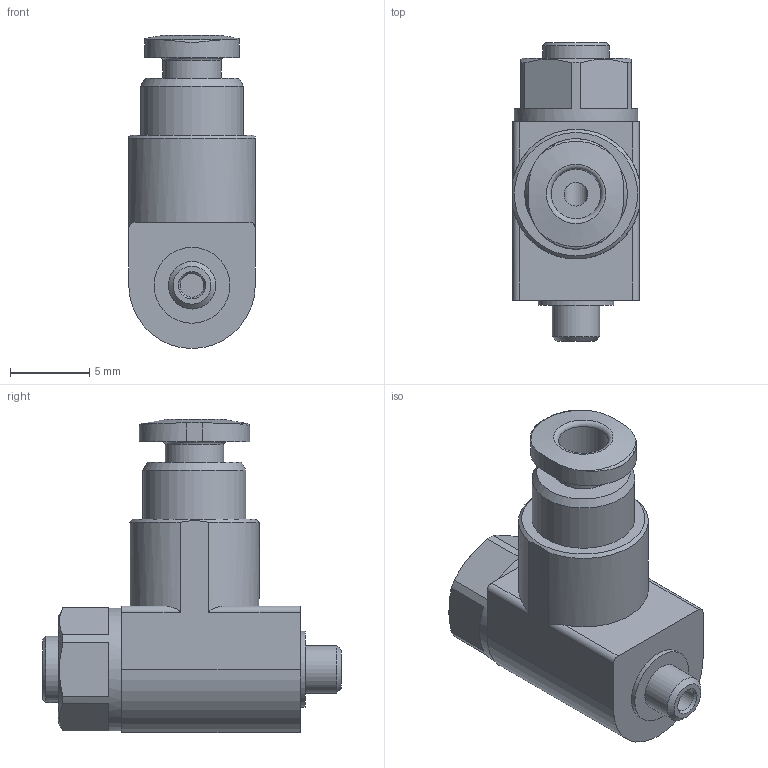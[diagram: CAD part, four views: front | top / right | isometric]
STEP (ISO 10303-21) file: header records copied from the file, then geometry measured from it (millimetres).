
FILE_DESCRIPTION(/* description */ ('STEP AP214'),/* implementation_level */ '2;1');
FILE_NAME(/* name */ '175041_GRLA-M3-QS-3',/* time_stamp */ '2024-08-22T12:52:32+02:00',/* author */ ('License CC BY-ND 4.0'),/* organization */ ('CADENAS'),/* preprocessor_version */ 'ST-DEVELOPER v19.3',/* originating_system */ 'PARTsolutions',/* authorisation */ ' ');
FILE_SCHEMA (('AUTOMOTIVE_DESIGN {1 0 10303 214 3 1 1}'));
Length unit declared in the file: millimetre
Products named in the file (1): 175041 GRLA-M3-QS-3---(0)
Bounding box: 8 x 18.9 x 19.8 mm (x, y, z)
Volume: 1205.4 mm3; surface area: 1052 mm2
Topology: 1 solids, 1 shells, 66 faces, 160 edges, 105 vertices
Faces by surface type: plane 34, cylinder 19, cone 9, torus 4
Full cylindrical faces by diameter (mm): 1.5 x2, 3 x1, 3.15 x1, 3.2 x1, 3.7 x1, 4.2 x1, 4.8 x1, 6.5 x1, 7.8 x1
Entity records: 2322 total; most frequent: CARTESIAN_POINT 399, DIRECTION 300, ORIENTED_EDGE 266, EDGE_CURVE 133, AXIS2_PLACEMENT_3D 126, VERTEX_POINT 99, EDGE_LOOP 98, FACE_BOUND 98
